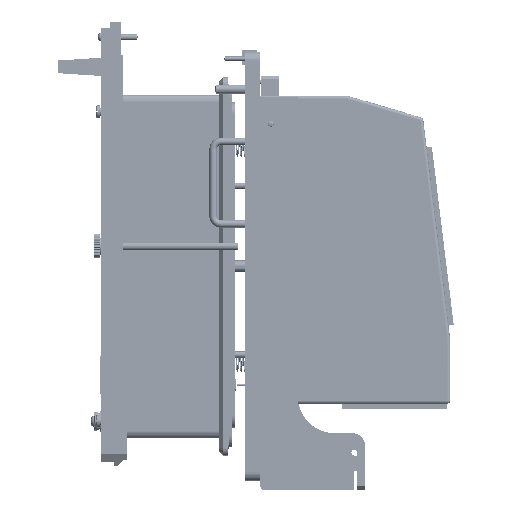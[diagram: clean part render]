
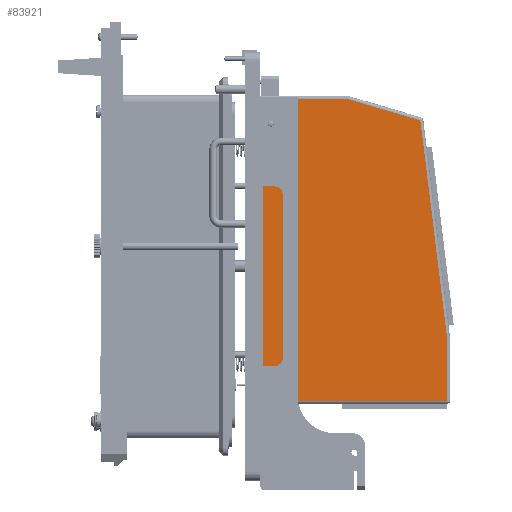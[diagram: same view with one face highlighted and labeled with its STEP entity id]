
A CAD part, left-side view. The second image highlights one B-rep face of the part: STEP entity #83921.
In plain terms, the highlighted planar face has unit normal (-1, 0, 0).
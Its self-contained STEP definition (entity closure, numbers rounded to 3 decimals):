
#3308 = PLANE ( 'NONE',  #96532 ) ;
#7722 = VECTOR ( 'NONE', #49278, 1000. ) ;
#7755 = CARTESIAN_POINT ( 'NONE',  ( -146., 69.289, 101. ) ) ;
#10105 = VECTOR ( 'NONE', #93327, 1000. ) ;
#13613 = CARTESIAN_POINT ( 'NONE',  ( -146., 125., 101. ) ) ;
#16052 = DIRECTION ( 'NONE',  ( 0., 0., 1. ) ) ;
#16613 = CARTESIAN_POINT ( 'NONE',  ( -146., 130., 101. ) ) ;
#16718 = CARTESIAN_POINT ( 'NONE',  ( -146., 125., 103. ) ) ;
#20474 = LINE ( 'NONE', #16718, #83284 ) ;
#27375 = VERTEX_POINT ( 'NONE', #56991 ) ;
#28393 = CARTESIAN_POINT ( 'NONE',  ( -146., 125.681, 117.638 ) ) ;
#28824 = DIRECTION ( 'NONE',  ( 0., 0., 1. ) ) ;
#29206 = DIRECTION ( 'NONE',  ( 0., 1., 0. ) ) ;
#33856 = EDGE_CURVE ( 'NONE', #35257, #122837, #63297, .T. ) ;
#33968 = CARTESIAN_POINT ( 'NONE',  ( -146., 130., 103. ) ) ;
#35257 = VERTEX_POINT ( 'NONE', #127873 ) ;
#35300 = ORIENTED_EDGE ( 'NONE', *, *, #55680, .T. ) ;
#38420 = LINE ( 'NONE', #28393, #49725 ) ;
#38567 = VERTEX_POINT ( 'NONE', #13613 ) ;
#39929 = EDGE_LOOP ( 'NONE', ( #130616, #118459, #72175, #91810, #35300, #55650 ) ) ;
#39947 = CARTESIAN_POINT ( 'NONE',  ( -146., 130., -101. ) ) ;
#43303 = CARTESIAN_POINT ( 'NONE',  ( -146., 23.619, 116.062 ) ) ;
#49278 = DIRECTION ( 'NONE',  ( 0., -1., 0. ) ) ;
#49725 = VECTOR ( 'NONE', #69044, 1000. ) ;
#51863 = VERTEX_POINT ( 'NONE', #111703 ) ;
#55274 = DIRECTION ( 'NONE',  ( 1., 0., 0. ) ) ;
#55650 = ORIENTED_EDGE ( 'NONE', *, *, #85539, .T. ) ;
#55680 = EDGE_CURVE ( 'NONE', #122837, #120485, #38420, .T. ) ;
#56991 = CARTESIAN_POINT ( 'NONE',  ( -146., 2., -101. ) ) ;
#63297 = LINE ( 'NONE', #43303, #10105 ) ;
#65920 = DIRECTION ( 'NONE',  ( 0., 0., -1. ) ) ;
#69044 = DIRECTION ( 'NONE',  ( 0., 0.959, 0.283 ) ) ;
#69481 = CARTESIAN_POINT ( 'NONE',  ( -146., 2., -59.887 ) ) ;
#70090 = CARTESIAN_POINT ( 'NONE',  ( -146., 19.983, 86.453 ) ) ;
#72175 = ORIENTED_EDGE ( 'NONE', *, *, #89018, .T. ) ;
#79915 = LINE ( 'NONE', #16613, #81172 ) ;
#81172 = VECTOR ( 'NONE', #29206, 1000. ) ;
#83284 = VECTOR ( 'NONE', #16052, 1000. ) ;
#83921 = ADVANCED_FACE ( 'NONE', ( #94646 ), #3308, .F. ) ;
#85539 = EDGE_CURVE ( 'NONE', #120485, #38567, #79915, .T. ) ;
#89018 = EDGE_CURVE ( 'NONE', #27375, #35257, #130247, .T. ) ;
#91810 = ORIENTED_EDGE ( 'NONE', *, *, #33856, .T. ) ;
#92381 = VECTOR ( 'NONE', #28824, 1000. ) ;
#93327 = DIRECTION ( 'NONE',  ( 0., 0.122, 0.993 ) ) ;
#94646 = FACE_OUTER_BOUND ( 'NONE', #39929, .T. ) ;
#96532 = AXIS2_PLACEMENT_3D ( 'NONE', #33968, #55274, #65920 ) ;
#101679 = EDGE_CURVE ( 'NONE', #51863, #27375, #111321, .T. ) ;
#111321 = LINE ( 'NONE', #39947, #7722 ) ;
#111703 = CARTESIAN_POINT ( 'NONE',  ( -146., 125., -101. ) ) ;
#118459 = ORIENTED_EDGE ( 'NONE', *, *, #101679, .T. ) ;
#120485 = VERTEX_POINT ( 'NONE', #7755 ) ;
#122837 = VERTEX_POINT ( 'NONE', #70090 ) ;
#125644 = EDGE_CURVE ( 'NONE', #51863, #38567, #20474, .T. ) ;
#127873 = CARTESIAN_POINT ( 'NONE',  ( -146., 2., -60.009 ) ) ;
#130247 = LINE ( 'NONE', #69481, #92381 ) ;
#130616 = ORIENTED_EDGE ( 'NONE', *, *, #125644, .F. ) ;
